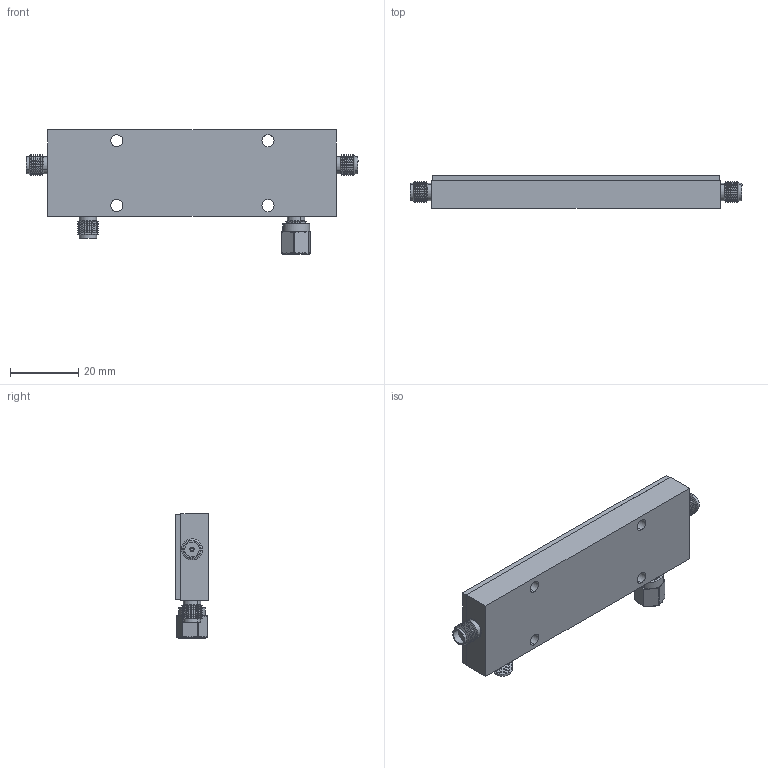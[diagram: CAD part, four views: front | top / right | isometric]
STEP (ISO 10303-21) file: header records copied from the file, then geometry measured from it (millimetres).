
FILE_DESCRIPTION (( 'STEP AP214' ), '1' );
FILE_NAME ('DCS 204_F.STEP', '2022-08-01T16:22:30', ( '' ), ( '' ), 'SwSTEP 2.0', 'SolidWorks 2021', '' );
FILE_SCHEMA (( 'AUTOMOTIVE_DESIGN' ));
Length unit declared in the file: inch
Products named in the file (1): DCS 204_F
Bounding box: 97.64 x 9.65 x 36.5 mm (x, y, z)
Volume: 21166 mm3; surface area: 13958.6 mm2
Topology: 15 solids, 15 shells, 1066 faces, 2714 edges, 1690 vertices
Faces by surface type: cylinder 568, plane 268, cone 144, bspline 70, sphere 14, torus 2
Entity records: 41784 total; most frequent: CARTESIAN_POINT 9125, DIRECTION 5826, ORIENTED_EDGE 5364, EDGE_CURVE 2682, AXIS2_PLACEMENT_3D 2271, VERTEX_POINT 1690, LINE 1284, VECTOR 1284
